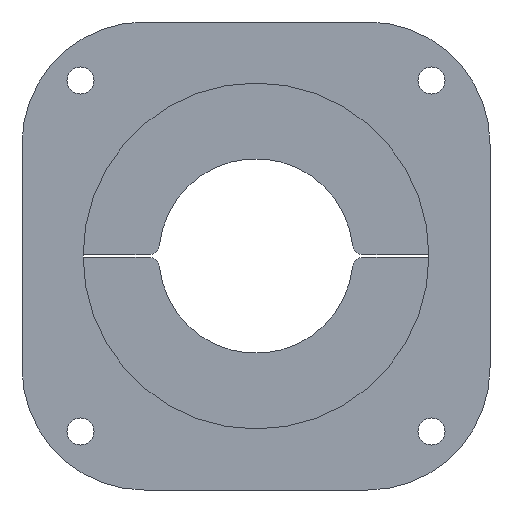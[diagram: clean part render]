
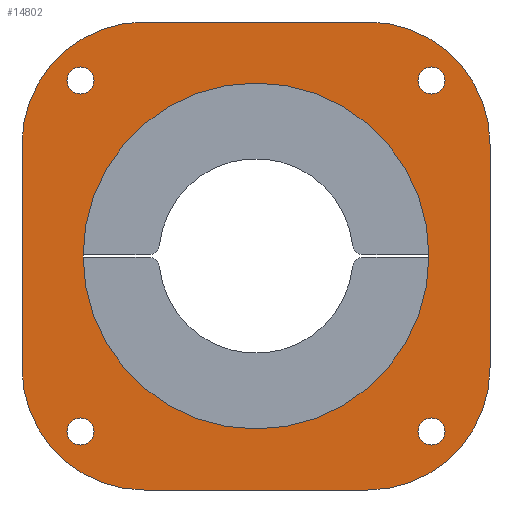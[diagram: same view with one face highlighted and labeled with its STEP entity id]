
A CAD part, front view. The second image highlights one B-rep face of the part: STEP entity #14802.
In plain terms, the highlighted planar face has unit normal (0, -1, 0).
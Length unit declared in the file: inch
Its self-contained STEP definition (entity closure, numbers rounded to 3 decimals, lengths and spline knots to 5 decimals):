
#52=CIRCLE('',#15468,0.166);
#53=CIRCLE('',#15470,0.166);
#54=CIRCLE('',#15472,0.166);
#55=CIRCLE('',#15474,0.166);
#56=CIRCLE('',#15476,2.125);
#57=CIRCLE('',#15478,1.5);
#58=CIRCLE('',#15481,1.5);
#59=CIRCLE('',#15484,1.5);
#60=CIRCLE('',#15487,1.5);
#133=FACE_BOUND('',#1759,.T.);
#134=FACE_BOUND('',#1760,.T.);
#135=FACE_BOUND('',#1761,.T.);
#136=FACE_BOUND('',#1762,.T.);
#137=FACE_BOUND('',#1763,.T.);
#923=FACE_OUTER_BOUND('',#1758,.T.);
#1758=EDGE_LOOP('',(#10555,#10556,#10557,#10558,#10559,#10560,#10561,#10562));
#1759=EDGE_LOOP('',(#10563));
#1760=EDGE_LOOP('',(#10564));
#1761=EDGE_LOOP('',(#10565));
#1762=EDGE_LOOP('',(#10566));
#1763=EDGE_LOOP('',(#10567));
#3652=LINE('',#21574,#4816);
#3655=LINE('',#21582,#4819);
#3658=LINE('',#21590,#4822);
#3660=LINE('',#21596,#4824);
#4816=VECTOR('',#16374,0.3937);
#4819=VECTOR('',#16383,0.3937);
#4822=VECTOR('',#16392,0.3937);
#4824=VECTOR('',#16400,0.3937);
#6066=VERTEX_POINT('',#21551);
#6067=VERTEX_POINT('',#21554);
#6068=VERTEX_POINT('',#21557);
#6069=VERTEX_POINT('',#21560);
#6070=VERTEX_POINT('',#21563);
#6071=VERTEX_POINT('',#21566);
#6072=VERTEX_POINT('',#21568);
#6073=VERTEX_POINT('',#21572);
#6074=VERTEX_POINT('',#21576);
#6075=VERTEX_POINT('',#21580);
#6076=VERTEX_POINT('',#21584);
#6077=VERTEX_POINT('',#21588);
#6078=VERTEX_POINT('',#21592);
#7716=EDGE_CURVE('',#6066,#6066,#52,.T.);
#7717=EDGE_CURVE('',#6067,#6067,#53,.T.);
#7718=EDGE_CURVE('',#6068,#6068,#54,.T.);
#7719=EDGE_CURVE('',#6069,#6069,#55,.T.);
#7720=EDGE_CURVE('',#6070,#6070,#56,.T.);
#7722=EDGE_CURVE('',#6071,#6072,#57,.T.);
#7725=EDGE_CURVE('',#6073,#6071,#3652,.T.);
#7727=EDGE_CURVE('',#6074,#6073,#58,.T.);
#7729=EDGE_CURVE('',#6075,#6074,#3655,.T.);
#7731=EDGE_CURVE('',#6076,#6075,#59,.T.);
#7733=EDGE_CURVE('',#6077,#6076,#3658,.T.);
#7735=EDGE_CURVE('',#6078,#6077,#60,.T.);
#7736=EDGE_CURVE('',#6072,#6078,#3660,.T.);
#10555=ORIENTED_EDGE('',*,*,#7736,.F.);
#10556=ORIENTED_EDGE('',*,*,#7722,.F.);
#10557=ORIENTED_EDGE('',*,*,#7725,.F.);
#10558=ORIENTED_EDGE('',*,*,#7727,.F.);
#10559=ORIENTED_EDGE('',*,*,#7729,.F.);
#10560=ORIENTED_EDGE('',*,*,#7731,.F.);
#10561=ORIENTED_EDGE('',*,*,#7733,.F.);
#10562=ORIENTED_EDGE('',*,*,#7735,.F.);
#10563=ORIENTED_EDGE('',*,*,#7716,.T.);
#10564=ORIENTED_EDGE('',*,*,#7717,.T.);
#10565=ORIENTED_EDGE('',*,*,#7718,.T.);
#10566=ORIENTED_EDGE('',*,*,#7719,.T.);
#10567=ORIENTED_EDGE('',*,*,#7720,.T.);
#13523=PLANE('',#15489);
#14802=ADVANCED_FACE('',(#923,#133,#134,#135,#136,#137),#13523,.F.);
#15468=AXIS2_PLACEMENT_3D('',#21552,#16347,#16348);
#15470=AXIS2_PLACEMENT_3D('',#21555,#16351,#16352);
#15472=AXIS2_PLACEMENT_3D('',#21558,#16355,#16356);
#15474=AXIS2_PLACEMENT_3D('',#21561,#16359,#16360);
#15476=AXIS2_PLACEMENT_3D('',#21564,#16363,#16364);
#15478=AXIS2_PLACEMENT_3D('',#21569,#16368,#16369);
#15481=AXIS2_PLACEMENT_3D('',#21578,#16378,#16379);
#15484=AXIS2_PLACEMENT_3D('',#21586,#16387,#16388);
#15487=AXIS2_PLACEMENT_3D('',#21594,#16396,#16397);
#15489=AXIS2_PLACEMENT_3D('',#21597,#16401,#16402);
#16347=DIRECTION('center_axis',(0.,1.,0.));
#16348=DIRECTION('ref_axis',(1.,0.,0.));
#16351=DIRECTION('center_axis',(0.,1.,0.));
#16352=DIRECTION('ref_axis',(1.,0.,0.));
#16355=DIRECTION('center_axis',(0.,1.,0.));
#16356=DIRECTION('ref_axis',(1.,0.,0.));
#16359=DIRECTION('center_axis',(0.,1.,0.));
#16360=DIRECTION('ref_axis',(1.,0.,0.));
#16363=DIRECTION('center_axis',(0.,1.,0.));
#16364=DIRECTION('ref_axis',(1.,0.,0.));
#16368=DIRECTION('center_axis',(0.,1.,0.));
#16369=DIRECTION('ref_axis',(0.,0.,-1.));
#16374=DIRECTION('',(-1.,0.,0.));
#16378=DIRECTION('center_axis',(0.,1.,0.));
#16379=DIRECTION('ref_axis',(1.,0.,0.));
#16383=DIRECTION('',(0.,0.,-1.));
#16387=DIRECTION('center_axis',(0.,1.,0.));
#16388=DIRECTION('ref_axis',(0.,0.,1.));
#16392=DIRECTION('',(1.,0.,0.));
#16396=DIRECTION('center_axis',(0.,1.,0.));
#16397=DIRECTION('ref_axis',(-1.,0.,0.));
#16400=DIRECTION('',(0.,0.,1.));
#16401=DIRECTION('center_axis',(0.,1.,0.));
#16402=DIRECTION('ref_axis',(0.,0.,1.));
#21551=CARTESIAN_POINT('',(1.99025,0.,2.15625));
#21552=CARTESIAN_POINT('Origin',(2.15625,0.,2.15625));
#21554=CARTESIAN_POINT('',(-2.32225,0.,-2.15625));
#21555=CARTESIAN_POINT('Origin',(-2.15625,0.,-2.15625));
#21557=CARTESIAN_POINT('',(1.99025,0.,-2.15625));
#21558=CARTESIAN_POINT('Origin',(2.15625,0.,-2.15625));
#21560=CARTESIAN_POINT('',(-2.32225,0.,2.15625));
#21561=CARTESIAN_POINT('Origin',(-2.15625,0.,2.15625));
#21563=CARTESIAN_POINT('',(-2.125,0.,0.));
#21564=CARTESIAN_POINT('Origin',(0.,0.,0.));
#21566=CARTESIAN_POINT('',(-1.375,0.,-2.875));
#21568=CARTESIAN_POINT('',(-2.875,0.,-1.375));
#21569=CARTESIAN_POINT('Origin',(-1.375,0.,-1.375));
#21572=CARTESIAN_POINT('',(1.375,0.,-2.875));
#21574=CARTESIAN_POINT('',(1.375,0.,-2.875));
#21576=CARTESIAN_POINT('',(2.875,0.,-1.375));
#21578=CARTESIAN_POINT('Origin',(1.375,0.,-1.375));
#21580=CARTESIAN_POINT('',(2.875,0.,1.375));
#21582=CARTESIAN_POINT('',(2.875,0.,1.375));
#21584=CARTESIAN_POINT('',(1.375,0.,2.875));
#21586=CARTESIAN_POINT('Origin',(1.375,0.,1.375));
#21588=CARTESIAN_POINT('',(-1.375,0.,2.875));
#21590=CARTESIAN_POINT('',(-1.375,0.,2.875));
#21592=CARTESIAN_POINT('',(-2.875,0.,1.375));
#21594=CARTESIAN_POINT('Origin',(-1.375,0.,1.375));
#21596=CARTESIAN_POINT('',(-2.875,0.,-1.375));
#21597=CARTESIAN_POINT('Origin',(0.,0.,0.));
